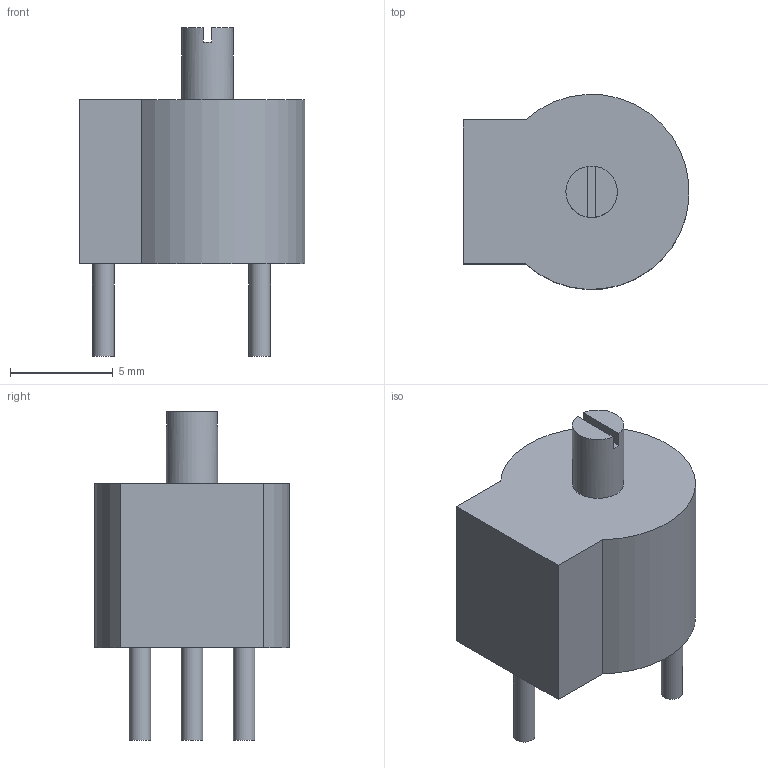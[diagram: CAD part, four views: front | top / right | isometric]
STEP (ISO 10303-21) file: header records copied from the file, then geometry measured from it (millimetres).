
FILE_DESCRIPTION(/* description */ (''),/* implementation_level */ '2;1');
FILE_NAME(/* name */ 'PPZC80003.step',/* time_stamp */ '2024-05-31T11:31:08-04:00',/* author */ (''),/* organization */ (''),/* preprocessor_version */ 'ST-DEVELOPER v20',/* originating_system */ 'Autodesk Translation Framework v12.20.1.177',/* authorisation */ '');
FILE_SCHEMA (('AUTOMOTIVE_DESIGN { 1 0 10303 214 3 1 1 }'));
Length unit declared in the file: millimetre
Products named in the file (1): PPZC80003
Bounding box: 10.98 x 9.48 x 16 mm (x, y, z)
Volume: 705.8 mm3; surface area: 539.8 mm2
Topology: 5 solids, 5 shells, 22 faces, 36 edges, 24 vertices
Faces by surface type: plane 17, cylinder 5
Full cylindrical faces by diameter (mm): 1.05 x3, 2.5 x1
Entity records: 564 total; most frequent: DIRECTION 96, CARTESIAN_POINT 83, ORIENTED_EDGE 72, AXIS2_PLACEMENT_3D 37, EDGE_CURVE 36, VERTEX_POINT 24, FACE_OUTER_BOUND 22, EDGE_LOOP 22
